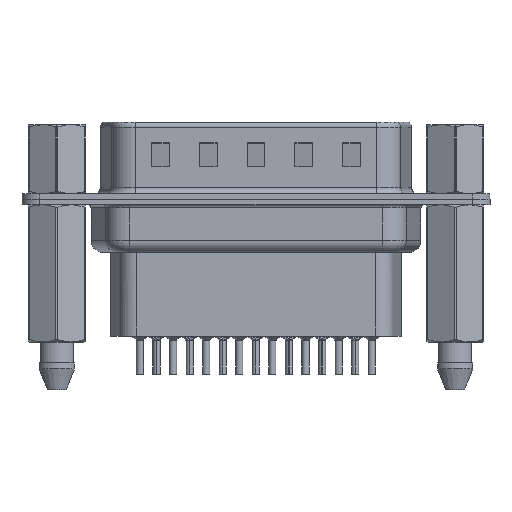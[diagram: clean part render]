
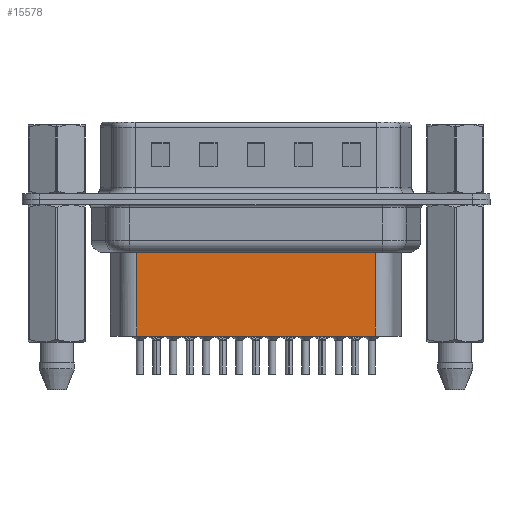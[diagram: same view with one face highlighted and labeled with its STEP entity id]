
A CAD part, front view. The second image highlights one B-rep face of the part: STEP entity #15578.
In plain terms, the highlighted planar face has unit normal (0, -1, 0).
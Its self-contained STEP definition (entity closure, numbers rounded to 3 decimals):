
#649 = AXIS2_PLACEMENT_3D ( 'NONE', #18316, #13982, #800 ) ;
#800 = DIRECTION ( 'NONE',  ( 1., 0., 0. ) ) ;
#1671 = EDGE_CURVE ( 'NONE', #8419, #28235, #13319, .T. ) ;
#1750 = EDGE_CURVE ( 'NONE', #17196, #26348, #6155, .T. ) ;
#3406 = DIRECTION ( 'NONE',  ( -1., 0., 0. ) ) ;
#3483 = LINE ( 'NONE', #10443, #14445 ) ;
#3742 = CARTESIAN_POINT ( 'NONE',  ( 6.681, -3.5, -4.097 ) ) ;
#3756 = DIRECTION ( 'NONE',  ( 0., 0., -1. ) ) ;
#3917 = DIRECTION ( 'NONE',  ( 0., 0., -1. ) ) ;
#4366 = CARTESIAN_POINT ( 'NONE',  ( 26.619, -3.5, -4.097 ) ) ;
#6155 = LINE ( 'NONE', #14389, #17125 ) ;
#6933 = VECTOR ( 'NONE', #3756, 1000. ) ;
#8419 = VERTEX_POINT ( 'NONE', #21452 ) ;
#8440 = ORIENTED_EDGE ( 'NONE', *, *, #9768, .T. ) ;
#9768 = EDGE_CURVE ( 'NONE', #26348, #28235, #3483, .T. ) ;
#9793 = ORIENTED_EDGE ( 'NONE', *, *, #1671, .F. ) ;
#10419 = EDGE_LOOP ( 'NONE', ( #13945, #22740, #8440, #9793 ) ) ;
#10443 = CARTESIAN_POINT ( 'NONE',  ( 6.681, -3.5, -3.1 ) ) ;
#12587 = CARTESIAN_POINT ( 'NONE',  ( 6.681, -3.5, -11.45 ) ) ;
#13319 = LINE ( 'NONE', #12587, #19186 ) ;
#13945 = ORIENTED_EDGE ( 'NONE', *, *, #28520, .F. ) ;
#13982 = DIRECTION ( 'NONE',  ( 0., -1., 0. ) ) ;
#14389 = CARTESIAN_POINT ( 'NONE',  ( 6.434, -3.5, -4.097 ) ) ;
#14445 = VECTOR ( 'NONE', #3917, 1000. ) ;
#14675 = CARTESIAN_POINT ( 'NONE',  ( 26.619, -3.5, -3.1 ) ) ;
#15578 = ADVANCED_FACE ( 'NONE', ( #17123 ), #25092, .T. ) ;
#17123 = FACE_OUTER_BOUND ( 'NONE', #10419, .T. ) ;
#17125 = VECTOR ( 'NONE', #3406, 1000. ) ;
#17196 = VERTEX_POINT ( 'NONE', #4366 ) ;
#18316 = CARTESIAN_POINT ( 'NONE',  ( 6.681, -3.5, -3.1 ) ) ;
#18587 = LINE ( 'NONE', #14675, #6933 ) ;
#19086 = DIRECTION ( 'NONE',  ( -1., 0., 0. ) ) ;
#19186 = VECTOR ( 'NONE', #19086, 1000. ) ;
#21452 = CARTESIAN_POINT ( 'NONE',  ( 26.619, -3.5, -11.45 ) ) ;
#22740 = ORIENTED_EDGE ( 'NONE', *, *, #1750, .T. ) ;
#25092 = PLANE ( 'NONE',  #649 ) ;
#26348 = VERTEX_POINT ( 'NONE', #3742 ) ;
#26931 = CARTESIAN_POINT ( 'NONE',  ( 6.681, -3.5, -11.45 ) ) ;
#28235 = VERTEX_POINT ( 'NONE', #26931 ) ;
#28520 = EDGE_CURVE ( 'NONE', #17196, #8419, #18587, .T. ) ;
